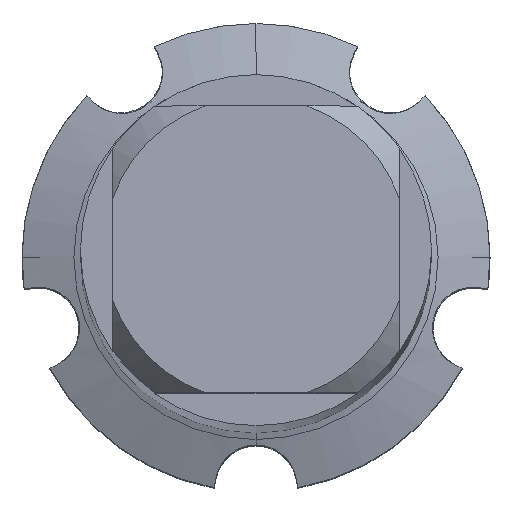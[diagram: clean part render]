
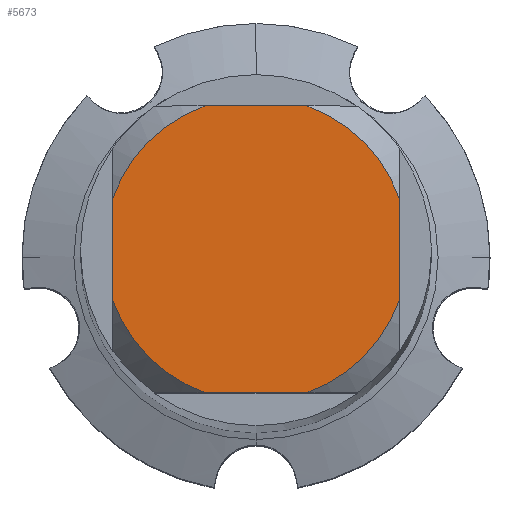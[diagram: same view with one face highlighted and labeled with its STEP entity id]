
A CAD part, top view. The second image highlights one B-rep face of the part: STEP entity #5673.
In plain terms, the highlighted planar face has unit normal (0, 0, 1).
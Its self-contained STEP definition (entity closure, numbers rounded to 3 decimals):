
#3007=EDGE_CURVE('',#5005,#4839,#8204,.T.);
#3261=EDGE_CURVE('',#6701,#4969,#8474,.T.);
#4315=VERTEX_POINT('',#9620);
#4839=VERTEX_POINT('',#10183);
#4877=VERTEX_POINT('',#10222);
#4969=VERTEX_POINT('',#10320);
#5005=VERTEX_POINT('',#10361);
#5295=EDGE_CURVE('',#5005,#4877,#10674,.T.);
#5329=EDGE_CURVE('',#6701,#4315,#10712,.T.);
#5501=VERTEX_POINT('',#10903);
#5615=VERTEX_POINT('',#11027);
#5673=ADVANCED_FACE('',(#11092),#11093,.T.);
#5713=EDGE_CURVE('',#5615,#4877,#11136,.T.);
#6701=VERTEX_POINT('',#12199);
#6729=EDGE_CURVE('',#5501,#4839,#12229,.T.);
#7133=EDGE_CURVE('',#5501,#4315,#12678,.T.);
#7267=EDGE_CURVE('',#5615,#4969,#12823,.T.);
#8204=LINE('',#14162,#14163);
#8474=LINE('',#14608,#14609);
#9620=CARTESIAN_POINT('',(-0.87,2.45,0.0));
#10183=CARTESIAN_POINT('',(2.45,0.87,0.0));
#10222=CARTESIAN_POINT('',(0.87,-2.45,0.0));
#10320=CARTESIAN_POINT('',(-2.45,-0.87,0.0));
#10361=CARTESIAN_POINT('',(2.45,-0.87,0.0));
#10674=CIRCLE('',#18500,2.6);
#10712=CIRCLE('',#18555,2.6);
#10903=CARTESIAN_POINT('',(0.87,2.45,0.0));
#11027=CARTESIAN_POINT('',(-0.87,-2.45,0.0));
#11092=FACE_OUTER_BOUND('',#19178,.T.);
#11093=PLANE('',#19179);
#11136=LINE('',#19241,#19242);
#12199=CARTESIAN_POINT('',(-2.45,0.87,0.0));
#12229=CIRCLE('',#21264,2.6);
#12678=LINE('',#21977,#21978);
#12823=CIRCLE('',#22236,2.6);
#14162=CARTESIAN_POINT('',(2.45,0.65,0.0));
#14163=VECTOR('',#23679,1.0);
#14608=CARTESIAN_POINT('',(-2.45,0.65,0.0));
#14609=VECTOR('',#23916,1.0);
#18500=AXIS2_PLACEMENT_3D('',#26133,#26134,#26135);
#18555=AXIS2_PLACEMENT_3D('',#26190,#26191,#26192);
#19178=EDGE_LOOP('',(#26723,#26724,#26725,#26726,#26727,#26728,#26729,#26730));
#19179=AXIS2_PLACEMENT_3D('',#26731,#26732,#26733);
#19241=CARTESIAN_POINT('',(0.0,-2.45,0.0));
#19242=VECTOR('',#26783,1.0);
#21264=AXIS2_PLACEMENT_3D('',#28077,#28078,#28079);
#21977=CARTESIAN_POINT('',(0.0,2.45,0.0));
#21978=VECTOR('',#28585,1.0);
#22236=AXIS2_PLACEMENT_3D('',#28741,#28742,#28743);
#23679=DIRECTION('',(-0.0,1.0,0.0));
#23916=DIRECTION('',(-0.0,-1.0,0.0));
#26133=CARTESIAN_POINT('',(0.0,0.0,0.0));
#26134=DIRECTION('',(0.0,0.0,-1.0));
#26135=DIRECTION('',(0.0,1.0,0.0));
#26190=CARTESIAN_POINT('',(0.0,0.0,0.0));
#26191=DIRECTION('',(0.0,0.0,-1.0));
#26192=DIRECTION('',(0.0,1.0,0.0));
#26723=ORIENTED_EDGE('',*,*,#3261,.T.);
#26724=ORIENTED_EDGE('',*,*,#7267,.F.);
#26725=ORIENTED_EDGE('',*,*,#5713,.T.);
#26726=ORIENTED_EDGE('',*,*,#5295,.F.);
#26727=ORIENTED_EDGE('',*,*,#3007,.T.);
#26728=ORIENTED_EDGE('',*,*,#6729,.F.);
#26729=ORIENTED_EDGE('',*,*,#7133,.T.);
#26730=ORIENTED_EDGE('',*,*,#5329,.F.);
#26731=CARTESIAN_POINT('',(0.0,1.3,0.0));
#26732=DIRECTION('',(-0.0,0.0,1.0));
#26733=DIRECTION('',(0.0,-1.0,0.0));
#26783=DIRECTION('',(1.0,0.0,0.0));
#28077=CARTESIAN_POINT('',(0.0,0.0,0.0));
#28078=DIRECTION('',(0.0,0.0,-1.0));
#28079=DIRECTION('',(0.0,1.0,0.0));
#28585=DIRECTION('',(-1.0,0.0,0.0));
#28741=CARTESIAN_POINT('',(0.0,0.0,0.0));
#28742=DIRECTION('',(0.0,0.0,-1.0));
#28743=DIRECTION('',(0.0,1.0,0.0));
